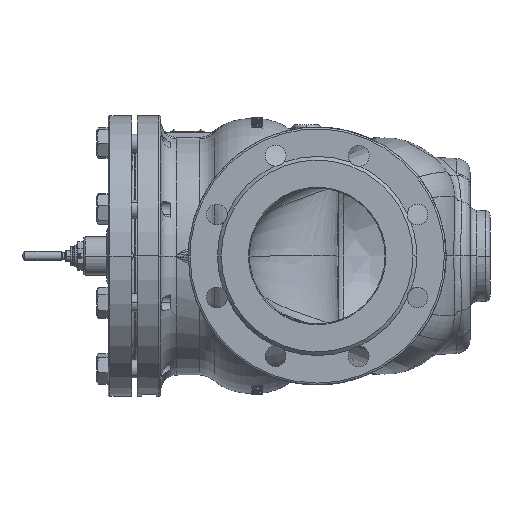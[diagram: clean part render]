
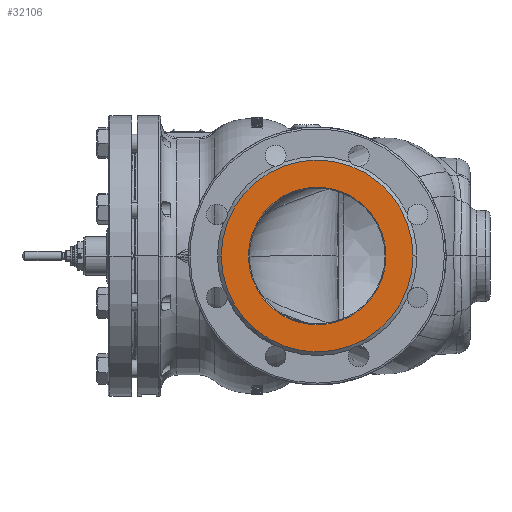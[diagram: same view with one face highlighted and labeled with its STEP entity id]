
A CAD part, left-side view. The second image highlights one B-rep face of the part: STEP entity #32106.
In plain terms, the highlighted planar face has unit normal (-1, 0, 0).
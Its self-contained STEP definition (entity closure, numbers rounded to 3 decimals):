
#200=CARTESIAN_POINT('',(-240.,0.,0.));
#201=DIRECTION('',(1.,0.,0.));
#202=DIRECTION('',(0.,1.,0.));
#203=AXIS2_PLACEMENT_3D('',#200,#201,#202);
#205=CARTESIAN_POINT('',(-240.,0.,0.));
#206=DIRECTION('',(1.,0.,0.));
#207=DIRECTION('',(0.,-1.,0.));
#208=AXIS2_PLACEMENT_3D('',#205,#206,#207);
#210=CARTESIAN_POINT('',(-240.,0.,0.));
#211=DIRECTION('',(-1.,0.,0.));
#212=DIRECTION('',(0.,1.,0.));
#213=AXIS2_PLACEMENT_3D('',#210,#211,#212);
#215=CARTESIAN_POINT('',(-240.,0.,0.));
#216=DIRECTION('',(-1.,0.,0.));
#217=DIRECTION('',(0.,-1.,0.));
#218=AXIS2_PLACEMENT_3D('',#215,#216,#217);
#26543=CARTESIAN_POINT('',(-240.,-76.,0.));
#26544=CARTESIAN_POINT('',(-240.,76.,0.));
#26545=VERTEX_POINT('',#26543);
#26546=VERTEX_POINT('',#26544);
#26555=CARTESIAN_POINT('',(-240.,106.,0.));
#26556=CARTESIAN_POINT('',(-240.,-106.,0.));
#26557=VERTEX_POINT('',#26555);
#26558=VERTEX_POINT('',#26556);
#32090=CARTESIAN_POINT('',(-240.,0.,0.));
#32091=DIRECTION('',(1.,0.,0.));
#32092=DIRECTION('',(0.,-1.,0.));
#32093=AXIS2_PLACEMENT_3D('',#32090,#32091,#32092);
#32094=PLANE('',#32093);
#32096=ORIENTED_EDGE('',*,*,#32095,.T.);
#32098=ORIENTED_EDGE('',*,*,#32097,.T.);
#32099=EDGE_LOOP('',(#32096,#32098));
#32100=FACE_OUTER_BOUND('',#32099,.F.);
#32102=ORIENTED_EDGE('',*,*,#32101,.T.);
#32103=ORIENTED_EDGE('',*,*,#32072,.T.);
#32104=EDGE_LOOP('',(#32102,#32103));
#32105=FACE_BOUND('',#32104,.F.);
#32106=ADVANCED_FACE('',(#32100,#32105),#32094,.F.);
#204=CIRCLE('',#203,106.);
#209=CIRCLE('',#208,106.);
#214=CIRCLE('',#213,76.);
#219=CIRCLE('',#218,76.);
#32072=EDGE_CURVE('',#26545,#26546,#219,.T.);
#32095=EDGE_CURVE('',#26557,#26558,#204,.T.);
#32097=EDGE_CURVE('',#26558,#26557,#209,.T.);
#32101=EDGE_CURVE('',#26546,#26545,#214,.T.);
